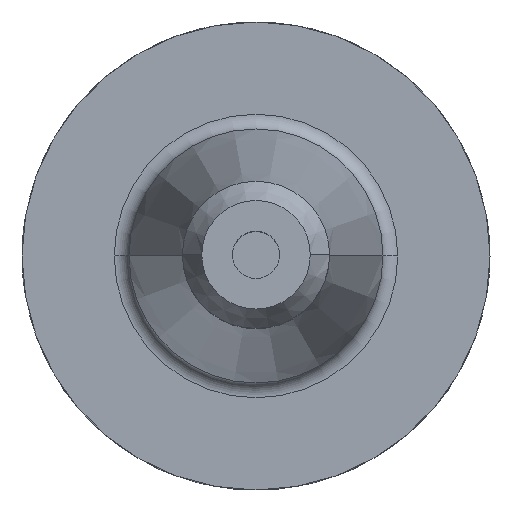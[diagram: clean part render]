
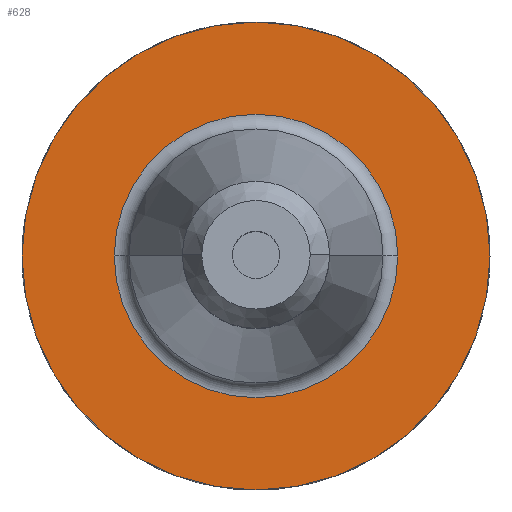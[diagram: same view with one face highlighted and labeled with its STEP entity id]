
A CAD part, top view. The second image highlights one B-rep face of the part: STEP entity #628.
In plain terms, the highlighted planar face has unit normal (0, 0, 1).
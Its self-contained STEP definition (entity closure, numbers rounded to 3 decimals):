
#68 = EDGE_CURVE ( 'NONE', #1612, #1327, #1286, .T. ) ;
#85 = EDGE_CURVE ( 'NONE', #1349, #868, #1591, .T. ) ;
#165 = ORIENTED_EDGE ( 'NONE', *, *, #875, .F. ) ;
#286 = DIRECTION ( 'NONE',  ( -1., 0., 0. ) ) ;
#314 = DIRECTION ( 'NONE',  ( 0., 0., -1. ) ) ;
#318 = CARTESIAN_POINT ( 'NONE',  ( 0., 0., 27. ) ) ;
#323 = AXIS2_PLACEMENT_3D ( 'NONE', #1506, #1517, #1472 ) ;
#333 = ORIENTED_EDGE ( 'NONE', *, *, #85, .F. ) ;
#363 = CIRCLE ( 'NONE', #1223, 19.077 ) ;
#502 = AXIS2_PLACEMENT_3D ( 'NONE', #1105, #1098, #1096 ) ;
#523 = AXIS2_PLACEMENT_3D ( 'NONE', #680, #719, #760 ) ;
#581 = EDGE_LOOP ( 'NONE', ( #1332, #717 ) ) ;
#583 = CARTESIAN_POINT ( 'NONE',  ( 31.5, 0., 27. ) ) ;
#603 = AXIS2_PLACEMENT_3D ( 'NONE', #1385, #1352, #1362 ) ;
#628 = ADVANCED_FACE ( 'NONE', ( #1048, #1358 ), #1009, .F. ) ;
#680 = CARTESIAN_POINT ( 'NONE',  ( 0., 31.5, 27. ) ) ;
#717 = ORIENTED_EDGE ( 'NONE', *, *, #68, .T. ) ;
#719 = DIRECTION ( 'NONE',  ( 0., 0., -1. ) ) ;
#760 = DIRECTION ( 'NONE',  ( -1., 0., 0. ) ) ;
#830 = EDGE_LOOP ( 'NONE', ( #165, #333 ) ) ;
#868 = VERTEX_POINT ( 'NONE', #1302 ) ;
#875 = EDGE_CURVE ( 'NONE', #868, #1349, #1069, .T. ) ;
#935 = CARTESIAN_POINT ( 'NONE',  ( -19.077, 0., 27. ) ) ;
#1009 = PLANE ( 'NONE',  #523 ) ;
#1048 = FACE_BOUND ( 'NONE', #581, .T. ) ;
#1069 = CIRCLE ( 'NONE', #502, 31.5 ) ;
#1096 = DIRECTION ( 'NONE',  ( -1., 0., 0. ) ) ;
#1098 = DIRECTION ( 'NONE',  ( 0., 0., -1. ) ) ;
#1105 = CARTESIAN_POINT ( 'NONE',  ( 0., 0., 27. ) ) ;
#1223 = AXIS2_PLACEMENT_3D ( 'NONE', #318, #314, #286 ) ;
#1286 = CIRCLE ( 'NONE', #323, 19.077 ) ;
#1302 = CARTESIAN_POINT ( 'NONE',  ( -31.5, 0., 27. ) ) ;
#1327 = VERTEX_POINT ( 'NONE', #935 ) ;
#1332 = ORIENTED_EDGE ( 'NONE', *, *, #1361, .T. ) ;
#1349 = VERTEX_POINT ( 'NONE', #583 ) ;
#1352 = DIRECTION ( 'NONE',  ( 0., 0., -1. ) ) ;
#1358 = FACE_OUTER_BOUND ( 'NONE', #830, .T. ) ;
#1361 = EDGE_CURVE ( 'NONE', #1327, #1612, #363, .T. ) ;
#1362 = DIRECTION ( 'NONE',  ( -1., 0., 0. ) ) ;
#1385 = CARTESIAN_POINT ( 'NONE',  ( 0., 0., 27. ) ) ;
#1472 = DIRECTION ( 'NONE',  ( -1., 0., 0. ) ) ;
#1506 = CARTESIAN_POINT ( 'NONE',  ( 0., 0., 27. ) ) ;
#1517 = DIRECTION ( 'NONE',  ( 0., 0., -1. ) ) ;
#1570 = CARTESIAN_POINT ( 'NONE',  ( 19.077, 0., 27. ) ) ;
#1591 = CIRCLE ( 'NONE', #603, 31.5 ) ;
#1612 = VERTEX_POINT ( 'NONE', #1570 ) ;
